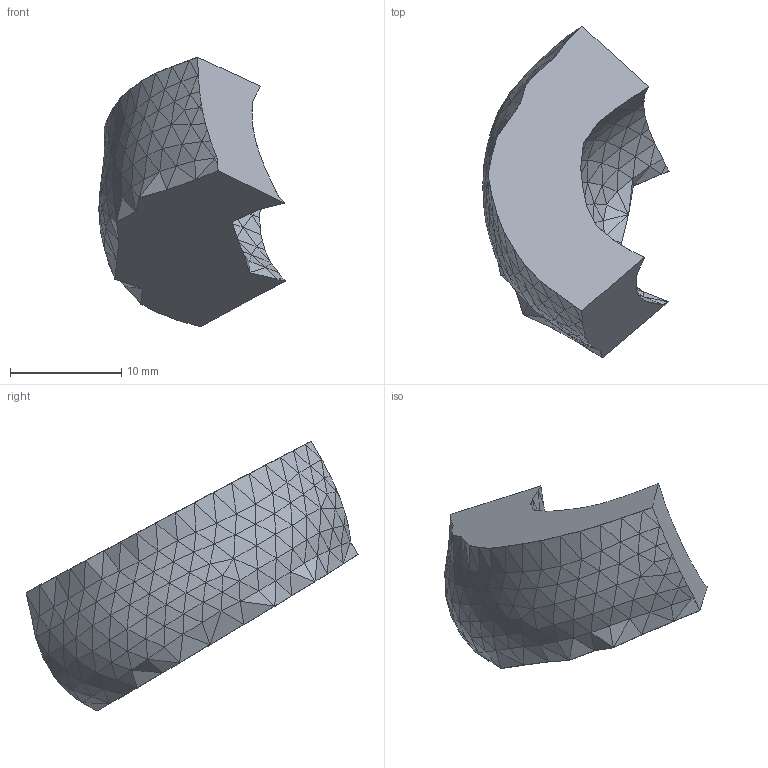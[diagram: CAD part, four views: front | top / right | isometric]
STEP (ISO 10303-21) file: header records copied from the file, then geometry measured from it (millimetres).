
FILE_DESCRIPTION(/* description */ (''),/* implementation_level */ '2;1');
FILE_NAME(/* name */ 'IVD5_Z3.step',/* time_stamp */ '2024-06-22T11:47:50-04:00',/* author */ (''),/* organization */ (''),/* preprocessor_version */ 'ST-DEVELOPER v20',/* originating_system */ 'Autodesk Translation Framework v13.14.0.145',/* authorisation */ '');
FILE_SCHEMA (('AUTOMOTIVE_DESIGN { 1 0 10303 214 3 1 1 }'));
Length unit declared in the file: millimetre
Products named in the file (1): IVD5_Z3
Bounding box: 16.74 x 29.8 x 24.21 mm (x, y, z)
Volume: 2840.7 mm3; surface area: 1401.5 mm2
Topology: 1 solids, 1 shells, 503 faces, 930 edges, 429 vertices
Faces by surface type: plane 503
Entity records: 11433 total; most frequent: DIRECTION 1938, CARTESIAN_POINT 1863, ORIENTED_EDGE 1860, LINE 930, VECTOR 930, EDGE_CURVE 930, AXIS2_PLACEMENT_3D 504, FACE_OUTER_BOUND 503
